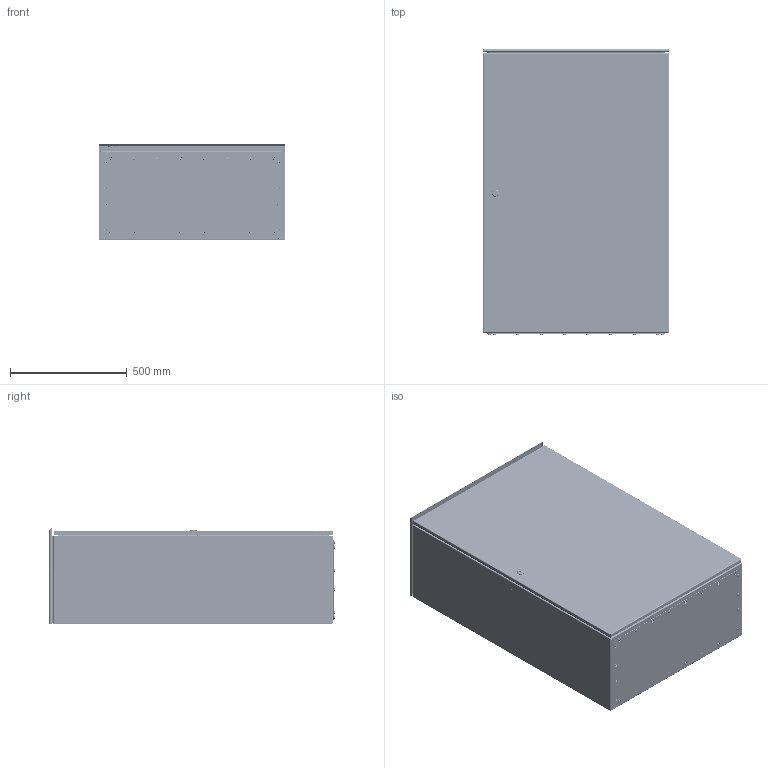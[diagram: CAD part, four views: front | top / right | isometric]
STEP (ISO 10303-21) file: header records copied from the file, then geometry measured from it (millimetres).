
FILE_DESCRIPTION (( 'STEP AP203' ), '1' );
FILE_NAME ('U3260120804 Êîðïóñ UC2M 120.80.40 IP66 (752.000.326).STEP', '2022-04-29T11:06:47', ( '' ), ( '' ), 'SwSTEP 2.0', 'SolidWorks 2017', '' );
FILE_SCHEMA (( 'CONFIG_CONTROL_DESIGN' ));
Length unit declared in the file: millimetre
Products named in the file (55): Øïèëüêà çàçåìëåíèÿ CKF CS_Œ6å16; Óïëîòíèòåëü ÏÏÓ êðûøêè UC2 50.40 äëÿ Ñèíòýê_00 (80.40); 019-99 Ïëàíêà z-îáðàçíàÿ_06 (120); 000.241.292 Êîçûðåê â ñáîðå UC2_00 (80.40); 椻壚樇襝鴀 Mesan 09; Ïåòëÿ 4-119 Dirak_00; 027-191 署赅 UC2_02 (80.40); 000.207.191 攜歑罻 UC2_01 (120.80); Óïëîòíèòåëü ÏÏÓ êðûøêè UC2Ì_29 (80.40); 002-455 Ïàíåëü êðûøè êîçûðüêà UC2_00 (80.40); ч蜱齁罻 ST-9; 028-128 Òÿãà êðóãëàÿ UC2 140.00_00 (120.00); 000.241.263 署赅 UC2_02 (80.40); Îñíîâàíèå ïåòëè 4-119 Dirak; 000.241.291 ﾊ鰀靍裲 UC2_00 (80.40); 000.230.004 Ðàìêà êîçûðüêà UC2_00 (80.40); 000.210.368 Îñíîâàíèå äâåðêè UC2_01 (120.80); 嵑殧趌11371_5; 蹴濋趌5915_M5; 扻豵鵨_п-1; hex flange nut_din_Hexagon Flange Nut DIN 6923 - M5 - N; 000.241.262 署赅 UC2_02 (80.40); 026-773 Óãîëîê ðàìêè êîçûðüêà UC2_00 (00.40); 012-1800 眈翴錪 鳱歑膱 UC2_01 (120.80); U3260120804 扻豵鵨 UC2M 120.80.40 IP66 (752.000.326); Âòóëêà ïåòëè 4-119 Dirak; 蹴濋趌5915_M8; 008-416 Ñòåíêà ïðîôèëüíàÿ UC2_00 (120.80.40); ч蜱齁罻 ST-6; Øòèôò ïåòëè 4-119 Dirak; 010-331 Ïàíåëü ìîíòàæíàÿ UC2_01 (120.80); Øàéáà íåéëîí Ø028_Œ6; Êðåïëåíèå äëÿ êðóãëîé òÿãè CT; 000.113.134 忺謤僔 UC2_00 (120.80.40); 嵑殧趌6402_8; CT Êðåïëåíèå äëÿ êðóãëîé òÿãè; 鍔錓_7798_M6x14; Óïëîòíèòåëü ÏÏÓ äâåðêè UC2_32 (120.80); 026-775 Óãîëîê ðàìêè êîçûðüêà UC2_00 (00.80); 蹴濋趌5915_M6 ...
Assembly tree (232 placements, depth 5):
  U3260120804 扻豵鵨 UC2M 120.80.40 IP66 (752.000.326)
    000.113.134 忺謤僔 UC2_00 (120.80.40)
      008-416 Ñòåíêà ïðîôèëüíàÿ UC2_00 (120.80.40)
      002-463 Ñòåíêà âåðõíÿÿ UC2_00 (80.40)
      003-393 Ñòåíêà íèæíÿÿ UC2_07 (00.80)
      Øïèëüêà ðåçüáîâàÿ Ì6_Œ8å30  x6
      Øïèëüêà ðåçüáîâàÿ Ì6_Œ6å12  x12
      Øïèëüêà çàçåìëåíèÿ CKF CS_Œ6å16  x2
    000.207.191 攜歑罻 UC2_01 (120.80)
      000.210.368 Îñíîâàíèå äâåðêè UC2_01 (120.80)
        012-1800 眈翴錪 鳱歑膱 UC2_01 (120.80)
        019-99 Ïëàíêà z-îáðàçíàÿ_06 (120)  x2
        Âòóëêà ïåòëè 4-119 Dirak  x3
        Øïèëüêà çàçåìëåíèÿ CKF CS_Œ6å16  x2
        Øïèëüêà ðåçüáîâàÿ Ì6_Œ6å20  x2
      Óïëîòíèòåëü ÏÏÓ äâåðêè UC2_32 (120.80)
      360-1-1-15-09 ﾇ瑟鶴 Mesan_00
        扻豵鵨_п-1
        嵑殧趌11371_6
        鎔艜_17473_M6x12
        椻壚樇襝鴀 Mesan 09
      CY.1.20 Íàïðàâëÿþùàÿ êðóãëîé òÿãè_CY 1-26  x2
      028-128 Òÿãà êðóãëàÿ UC2 140.00_00 (120.00)  x2
      CT Êðåïëåíèå äëÿ êðóãëîé òÿãè  x2
        Êðåïëåíèå äëÿ êðóãëîé òÿãè CT
        鍔錓_7798_M6x14
        蹴濋趌5915_M6
      hex flange nut_din_Hexagon Flange Nut DIN 6923 - M5 - N  x2
    Ïåòëÿ 4-119 Dirak_00  x3
      Âòóëêà ïåòëè 4-119 Dirak
      Øòèôò ïåòëè 4-119 Dirak
      Îñíîâàíèå ïåòëè 4-119 Dirak
      Ñòîïîðíàÿ âòóëêà ïåòëè 4-119 Dirak
    嵑殧趌11371_5  x6
    Øàéáà íåéëîí Ø028_Œ5  x6
    蹴濋趌5915_M5  x6
    ч蜱齁罻 ST-6  x8
    ч蜱齁罻 ST-9  x4
    010-331 Ïàíåëü ìîíòàæíàÿ UC2_01 (120.80)
    蹴濋趌5915_M8  x18
    嵑殧趌11371_8  x6
    嵑殧趌6402_8  x6
    000.241.262 署赅 UC2_02 (80.40)
      000.241.263 署赅 UC2_02 (80.40)
        027-191 署赅 UC2_02 (80.40)
        Øïèëüêà çàçåìëåíèÿ CKF CS_Œ6å16
      Óïëîòíèòåëü ÏÏÓ êðûøêè UC2Ì_29 (80.40)
    000.241.292 Êîçûðåê â ñáîðå UC2_00 (80.40)
      000.241.291 ﾊ鰀靍裲 UC2_00 (80.40)
        002-455 Ïàíåëü êðûøè êîçûðüêà UC2_00 (80.40)
        000.230.004 Ðàìêà êîçûðüêà UC2_00 (80.40)
          026-775 Óãîëîê ðàìêè êîçûðüêà UC2_00 (00.80)  x2
          026-773 Óãîëîê ðàìêè êîçûðüêà UC2_00 (00.40)  x2
          Øïèëüêà ðåçüáîâàÿ Ì6_Œ5å16  x24
      Óïëîòíèòåëü ÏÏÓ êðûøêè UC2 50.40 äëÿ Ñèíòýê_00 (80.40)
    040-116 Âèíò ñïåöèàëüíûé ST 4,8x9  x24
    Øàéáà íåéëîí Ø028_Œ6  x24
    hex flange nut_din_Hexagon Flange Nut DIN 6923 - M5 - N  x24
    056-278 椯鴀殣罻 UC2_04 (120.80.40)
Bounding box: 800.6 x 1224.62 x 415.86 mm (x, y, z)
Volume: 8212161.5 mm3; surface area: 10052532.5 mm2
Topology: 229 solids, 230 shells, 8612 faces, 19678 edges, 11785 vertices
Faces by surface type: plane 2691, cylinder 2475, bspline 1664, cone 966, sphere 424, torus 392
Entity records: 133894 total; most frequent: CARTESIAN_POINT 54957, ORIENTED_EDGE 14618, DIRECTION 12711, EDGE_CURVE 7309, VERTEX_POINT 4680, AXIS2_PLACEMENT_3D 4286, VECTOR 4139, LINE 4139
